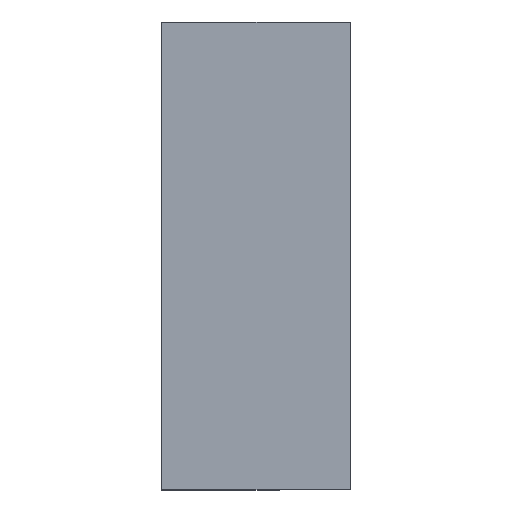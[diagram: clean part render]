
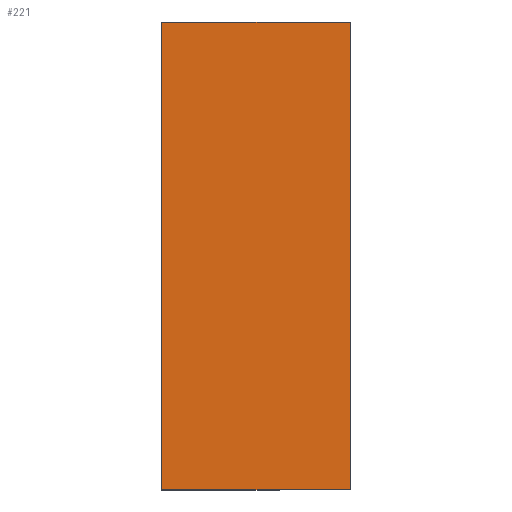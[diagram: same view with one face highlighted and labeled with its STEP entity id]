
A CAD part, left-side view. The second image highlights one B-rep face of the part: STEP entity #221.
In plain terms, the highlighted planar face has unit normal (-1, 0, 0).
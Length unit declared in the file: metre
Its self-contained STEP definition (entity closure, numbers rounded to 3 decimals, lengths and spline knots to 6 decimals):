
#6 = DIRECTION ( 'NONE',  ( 0., 1., 0. ) ) ;
#26 = LINE ( 'NONE', #232, #205 ) ;
#31 = DIRECTION ( 'NONE',  ( 0., 0., 1. ) ) ;
#36 = ORIENTED_EDGE ( 'NONE', *, *, #60, .F. ) ;
#43 = CARTESIAN_POINT ( 'NONE',  ( 0., 0.021814, 0.027098 ) ) ;
#51 = EDGE_LOOP ( 'NONE', ( #144, #36, #74, #84 ) ) ;
#56 = CARTESIAN_POINT ( 'NONE',  ( 0., 0.021814, -0.022491 ) ) ;
#57 = VECTOR ( 'NONE', #6, 1. ) ;
#60 = EDGE_CURVE ( 'NONE', #194, #104, #26, .T. ) ;
#74 = ORIENTED_EDGE ( 'NONE', *, *, #311, .F. ) ;
#84 = ORIENTED_EDGE ( 'NONE', *, *, #316, .F. ) ;
#104 = VERTEX_POINT ( 'NONE', #208 ) ;
#107 = EDGE_CURVE ( 'NONE', #104, #134, #263, .T. ) ;
#108 = DIRECTION ( 'NONE',  ( 0., -1., 0. ) ) ;
#113 = VECTOR ( 'NONE', #167, 1. ) ;
#134 = VERTEX_POINT ( 'NONE', #313 ) ;
#144 = ORIENTED_EDGE ( 'NONE', *, *, #107, .F. ) ;
#163 = CARTESIAN_POINT ( 'NONE',  ( 0., 0.021814, 0.027098 ) ) ;
#167 = DIRECTION ( 'NONE',  ( 0., 0., 1. ) ) ;
#181 = FACE_OUTER_BOUND ( 'NONE', #51, .T. ) ;
#185 = CARTESIAN_POINT ( 'NONE',  ( 0., 0.001814, 0.027098 ) ) ;
#194 = VERTEX_POINT ( 'NONE', #185 ) ;
#205 = VECTOR ( 'NONE', #258, 1. ) ;
#208 = CARTESIAN_POINT ( 'NONE',  ( 0., 0.001814, -0.022491 ) ) ;
#221 = ADVANCED_FACE ( 'NONE', ( #181 ), #344, .T. ) ;
#222 = LINE ( 'NONE', #43, #334 ) ;
#232 = CARTESIAN_POINT ( 'NONE',  ( 0., 0.001814, -0.022491 ) ) ;
#254 = VERTEX_POINT ( 'NONE', #163 ) ;
#258 = DIRECTION ( 'NONE',  ( 0., 0., -1. ) ) ;
#263 = LINE ( 'NONE', #56, #57 ) ;
#290 = AXIS2_PLACEMENT_3D ( 'NONE', #315, #291, #31 ) ;
#291 = DIRECTION ( 'NONE',  ( -1., 0., 0. ) ) ;
#296 = LINE ( 'NONE', #326, #113 ) ;
#311 = EDGE_CURVE ( 'NONE', #254, #194, #222, .T. ) ;
#313 = CARTESIAN_POINT ( 'NONE',  ( 0., 0.021814, -0.022491 ) ) ;
#315 = CARTESIAN_POINT ( 'NONE',  ( 0., 0., 0. ) ) ;
#316 = EDGE_CURVE ( 'NONE', #134, #254, #296, .T. ) ;
#326 = CARTESIAN_POINT ( 'NONE',  ( 0., 0.021814, -0.022491 ) ) ;
#334 = VECTOR ( 'NONE', #108, 1. ) ;
#344 = PLANE ( 'NONE',  #290 ) ;
